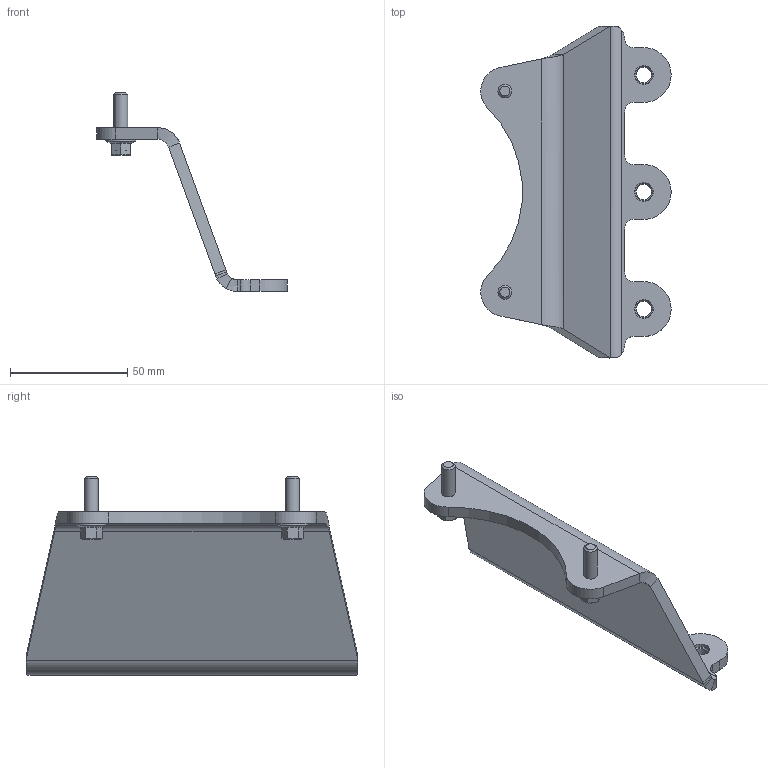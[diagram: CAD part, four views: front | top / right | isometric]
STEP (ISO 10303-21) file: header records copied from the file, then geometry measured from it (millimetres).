
FILE_DESCRIPTION(/* description */ (''),/* implementation_level */ '2;1');
FILE_NAME(/* name */ 'Mount_Legs v1.step',/* time_stamp */ '2024-11-15T08:25:50+11:00',/* author */ (''),/* organization */ (''),/* preprocessor_version */ 'ST-DEVELOPER v20',/* originating_system */ 'Autodesk Translation Framework v13.20.0.188',/* authorisation */ '');
FILE_SCHEMA (('AUTOMOTIVE_DESIGN { 1 0 10303 214 3 1 1 }'));
Length unit declared in the file: millimetre
Products named in the file (2): Mount_Legs v1; Indented Hex Flange Head Machine Screw ANSI B18.6.7M - M6x1 x 20 Stee
l Grade 2 Plain v1
Assembly tree (2 placements, depth 2):
  Mount_Legs v1
    Indented Hex Flange Head Machine Screw ANSI B18.6.7M - M6x1 x 20 Stee
l Grade 2 Plain v1  x2
Bounding box: 81.36 x 141.85 x 84.97 mm (x, y, z)
Volume: 67000.2 mm3; surface area: 30891.4 mm2
Topology: 3 solids, 3 shells, 100 faces, 241 edges, 154 vertices
Faces by surface type: plane 43, cylinder 32, cone 13, bspline 8, torus 4
Full cylindrical faces by diameter (mm): 5.035 x2, 5.884 x2, 6.6 x3, 7.2 x2, 8 x3
Entity records: 2662 total; most frequent: CARTESIAN_POINT 651, ORIENTED_EDGE 410, DIRECTION 400, EDGE_CURVE 205, AXIS2_PLACEMENT_3D 146, VERTEX_POINT 131, LINE 108, VECTOR 108
